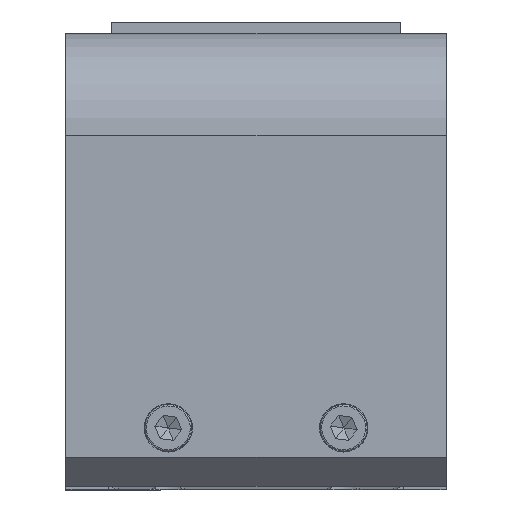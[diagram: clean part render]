
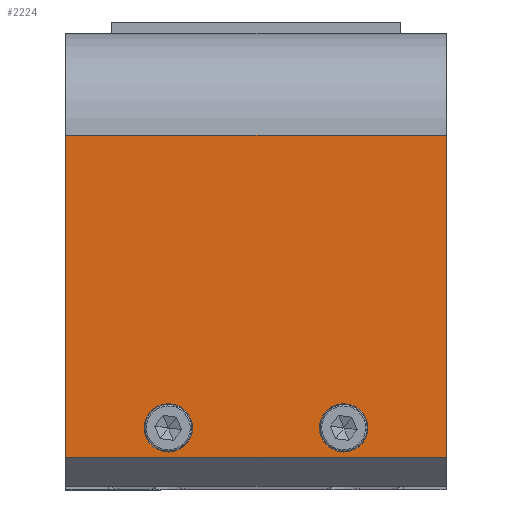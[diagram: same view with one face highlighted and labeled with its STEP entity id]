
A CAD part, top view. The second image highlights one B-rep face of the part: STEP entity #2224.
In plain terms, the highlighted planar face has unit normal (0, 0, 1).
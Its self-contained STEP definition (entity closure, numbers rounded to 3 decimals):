
#2224 = ADVANCED_FACE ( 'NONE', ( #15219, #128748, #77716 ), #24138, .F. ) ;
#2577 = EDGE_CURVE ( 'NONE', #88361, #91626, #78231, .T. ) ;
#3287 = CARTESIAN_POINT ( 'NONE',  ( 208.467, 307.762, 762.525 ) ) ;
#5160 = VERTEX_POINT ( 'NONE', #44655 ) ;
#5599 = DIRECTION ( 'NONE',  ( 0., 0., 1. ) ) ;
#5840 = AXIS2_PLACEMENT_3D ( 'NONE', #108211, #14011, #121254 ) ;
#7649 = ORIENTED_EDGE ( 'NONE', *, *, #55377, .F. ) ;
#13890 = DIRECTION ( 'NONE',  ( -1., 0., 0. ) ) ;
#14011 = DIRECTION ( 'NONE',  ( 0., 0., 1. ) ) ;
#15219 = FACE_BOUND ( 'NONE', #45435, .T. ) ;
#16572 = CARTESIAN_POINT ( 'NONE',  ( 208.467, 197.762, 762.525 ) ) ;
#17057 = EDGE_LOOP ( 'NONE', ( #131693, #76434 ) ) ;
#22726 = VERTEX_POINT ( 'NONE', #70832 ) ;
#24138 = PLANE ( 'NONE',  #71542 ) ;
#24699 = CARTESIAN_POINT ( 'NONE',  ( 78.467, 197.762, 762.525 ) ) ;
#28365 = VERTEX_POINT ( 'NONE', #79271 ) ;
#29789 = CIRCLE ( 'NONE', #124311, 8.25 ) ;
#32932 = ORIENTED_EDGE ( 'NONE', *, *, #46058, .T. ) ;
#33648 = CARTESIAN_POINT ( 'NONE',  ( 208.467, 307.762, 762.525 ) ) ;
#33707 = CARTESIAN_POINT ( 'NONE',  ( 181.717, 207.762, 762.525 ) ) ;
#35008 = DIRECTION ( 'NONE',  ( -1., 0., 0. ) ) ;
#39489 = EDGE_CURVE ( 'NONE', #88361, #22726, #82936, .T. ) ;
#44197 = EDGE_CURVE ( 'NONE', #87491, #5160, #88417, .T. ) ;
#44655 = CARTESIAN_POINT ( 'NONE',  ( 121.717, 207.762, 762.525 ) ) ;
#45435 = EDGE_LOOP ( 'NONE', ( #110046, #85679 ) ) ;
#46058 = EDGE_CURVE ( 'NONE', #91626, #28365, #75546, .T. ) ;
#48288 = DIRECTION ( 'NONE',  ( 1., 0., 0. ) ) ;
#53326 = AXIS2_PLACEMENT_3D ( 'NONE', #133012, #134340, #81954 ) ;
#53895 = CARTESIAN_POINT ( 'NONE',  ( 165.217, 207.762, 762.525 ) ) ;
#54234 = EDGE_CURVE ( 'NONE', #5160, #87491, #135296, .T. ) ;
#55377 = EDGE_CURVE ( 'NONE', #22726, #28365, #115816, .T. ) ;
#58429 = CARTESIAN_POINT ( 'NONE',  ( 113.467, 207.762, 762.525 ) ) ;
#58512 = DIRECTION ( 'NONE',  ( 0., -1., 0. ) ) ;
#58630 = VECTOR ( 'NONE', #35008, 1000. ) ;
#62816 = ORIENTED_EDGE ( 'NONE', *, *, #39489, .F. ) ;
#64327 = EDGE_CURVE ( 'NONE', #65078, #117420, #115716, .T. ) ;
#65078 = VERTEX_POINT ( 'NONE', #33707 ) ;
#66173 = DIRECTION ( 'NONE',  ( -1., 0., 0. ) ) ;
#67364 = CARTESIAN_POINT ( 'NONE',  ( 208.467, 197.762, 762.525 ) ) ;
#70832 = CARTESIAN_POINT ( 'NONE',  ( 208.467, 197.762, 762.525 ) ) ;
#71542 = AXIS2_PLACEMENT_3D ( 'NONE', #67364, #108767, #13890 ) ;
#74499 = VECTOR ( 'NONE', #58512, 1000. ) ;
#75546 = LINE ( 'NONE', #24699, #111252 ) ;
#76434 = ORIENTED_EDGE ( 'NONE', *, *, #121354, .F. ) ;
#77716 = FACE_OUTER_BOUND ( 'NONE', #117219, .T. ) ;
#78231 = LINE ( 'NONE', #33648, #58630 ) ;
#79271 = CARTESIAN_POINT ( 'NONE',  ( 78.467, 197.762, 762.525 ) ) ;
#81954 = DIRECTION ( 'NONE',  ( 1., 0., 0. ) ) ;
#82936 = LINE ( 'NONE', #16572, #74499 ) ;
#85679 = ORIENTED_EDGE ( 'NONE', *, *, #44197, .F. ) ;
#86157 = CARTESIAN_POINT ( 'NONE',  ( 208.467, 197.762, 762.525 ) ) ;
#87491 = VERTEX_POINT ( 'NONE', #109349 ) ;
#87998 = VECTOR ( 'NONE', #66173, 1000. ) ;
#88361 = VERTEX_POINT ( 'NONE', #3287 ) ;
#88417 = CIRCLE ( 'NONE', #53326, 8.25 ) ;
#91626 = VERTEX_POINT ( 'NONE', #125187 ) ;
#91772 = ORIENTED_EDGE ( 'NONE', *, *, #2577, .T. ) ;
#100163 = AXIS2_PLACEMENT_3D ( 'NONE', #58429, #105133, #103789 ) ;
#103789 = DIRECTION ( 'NONE',  ( 1., 0., 0. ) ) ;
#105133 = DIRECTION ( 'NONE',  ( 0., 0., 1. ) ) ;
#107452 = CARTESIAN_POINT ( 'NONE',  ( 173.467, 207.762, 762.525 ) ) ;
#108211 = CARTESIAN_POINT ( 'NONE',  ( 173.467, 207.762, 762.525 ) ) ;
#108642 = DIRECTION ( 'NONE',  ( 0., -1., 0. ) ) ;
#108767 = DIRECTION ( 'NONE',  ( 0., 0., -1. ) ) ;
#109349 = CARTESIAN_POINT ( 'NONE',  ( 105.217, 207.762, 762.525 ) ) ;
#110046 = ORIENTED_EDGE ( 'NONE', *, *, #54234, .F. ) ;
#111252 = VECTOR ( 'NONE', #108642, 1000. ) ;
#115716 = CIRCLE ( 'NONE', #5840, 8.25 ) ;
#115816 = LINE ( 'NONE', #86157, #87998 ) ;
#117219 = EDGE_LOOP ( 'NONE', ( #32932, #7649, #62816, #91772 ) ) ;
#117420 = VERTEX_POINT ( 'NONE', #53895 ) ;
#121254 = DIRECTION ( 'NONE',  ( 1., 0., 0. ) ) ;
#121354 = EDGE_CURVE ( 'NONE', #117420, #65078, #29789, .T. ) ;
#124311 = AXIS2_PLACEMENT_3D ( 'NONE', #107452, #5599, #48288 ) ;
#125187 = CARTESIAN_POINT ( 'NONE',  ( 78.467, 307.762, 762.525 ) ) ;
#128748 = FACE_BOUND ( 'NONE', #17057, .T. ) ;
#131693 = ORIENTED_EDGE ( 'NONE', *, *, #64327, .F. ) ;
#133012 = CARTESIAN_POINT ( 'NONE',  ( 113.467, 207.762, 762.525 ) ) ;
#134340 = DIRECTION ( 'NONE',  ( 0., 0., 1. ) ) ;
#135296 = CIRCLE ( 'NONE', #100163, 8.25 ) ;
